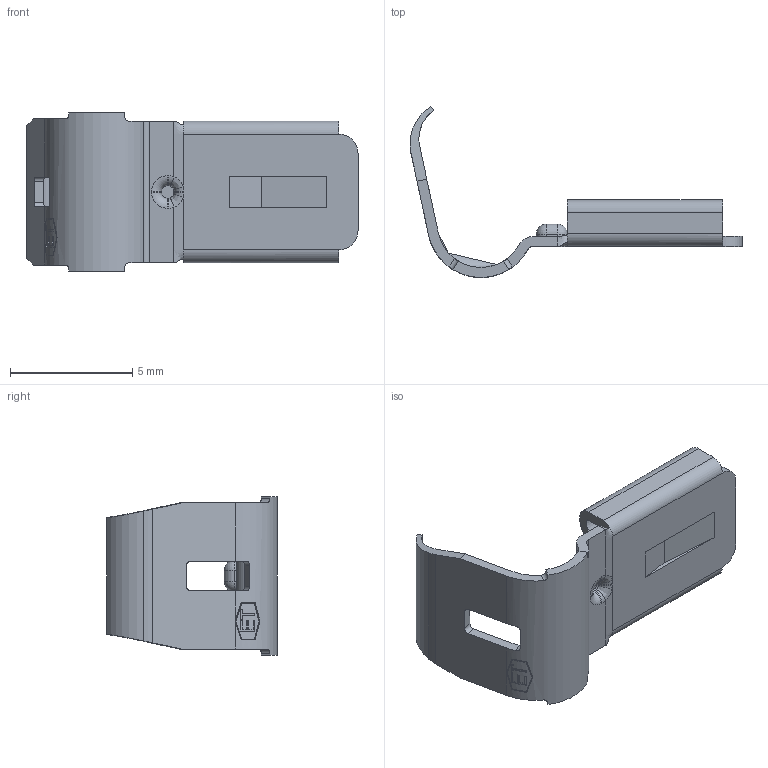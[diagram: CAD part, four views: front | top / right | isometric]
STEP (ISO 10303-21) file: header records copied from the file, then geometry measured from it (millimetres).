
FILE_DESCRIPTION (( 'STEP AP203' ), '1' );
FILE_NAME ('07848.STEP', '2015-01-26T19:00:14', ( '' ), ( '' ), 'SwSTEP 2.0', 'SolidWorks 2014', '' );
FILE_SCHEMA (( 'CONFIG_CONTROL_DESIGN' ));
Length unit declared in the file: inch
Products named in the file (1): 07848
Bounding box: 13.56 x 6.98 x 6.48 mm (x, y, z)
Volume: 57.8 mm3; surface area: 326 mm2
Topology: 1 solids, 1 shells, 218 faces, 579 edges, 362 vertices
Faces by surface type: plane 110, cylinder 64, bspline 22, cone 12, torus 6, sphere 4
Entity records: 7505 total; most frequent: CARTESIAN_POINT 2179, ORIENTED_EDGE 1150, DIRECTION 1026, EDGE_CURVE 575, VERTEX_POINT 362, AXIS2_PLACEMENT_3D 343, LINE 340, VECTOR 340
